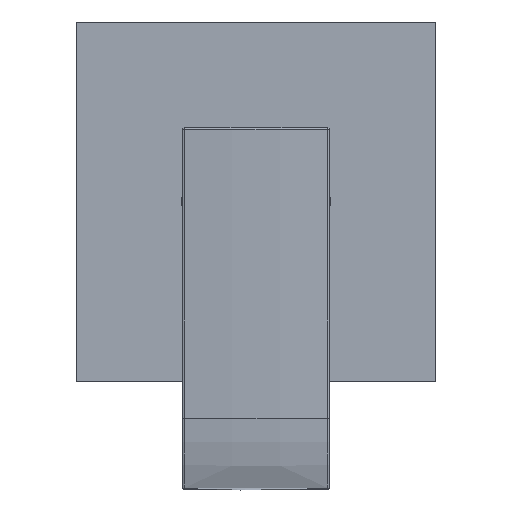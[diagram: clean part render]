
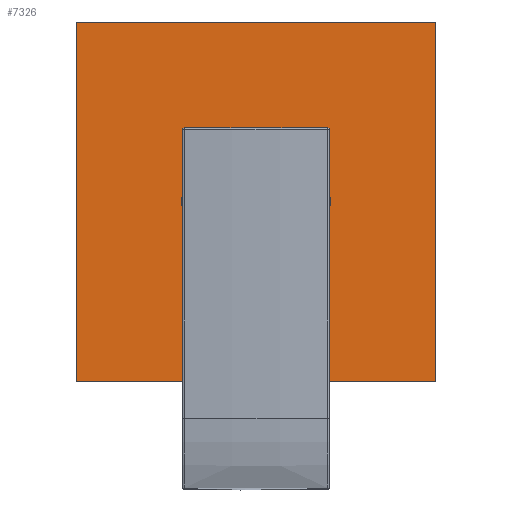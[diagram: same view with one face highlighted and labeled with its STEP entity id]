
A CAD part, top view. The second image highlights one B-rep face of the part: STEP entity #7326.
In plain terms, the highlighted planar face has unit normal (0, 0, 1).
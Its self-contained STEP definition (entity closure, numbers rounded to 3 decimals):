
#6434=DIRECTION('',(0.,1.,0.));
#6435=VECTOR('',#6434,110.);
#6436=CARTESIAN_POINT('',(55.,-55.,-2.));
#6437=LINE('',#6436,#6435);
#6438=DIRECTION('',(1.,0.,0.));
#6439=VECTOR('',#6438,110.);
#6440=CARTESIAN_POINT('',(-55.,-55.,-2.));
#6441=LINE('',#6440,#6439);
#6442=DIRECTION('',(0.,-1.,0.));
#6443=VECTOR('',#6442,110.);
#6444=CARTESIAN_POINT('',(-55.,55.,-2.));
#6445=LINE('',#6444,#6443);
#6446=DIRECTION('',(-1.,0.,0.));
#6447=VECTOR('',#6446,110.);
#6448=CARTESIAN_POINT('',(55.,55.,-2.));
#6449=LINE('',#6448,#6447);
#6450=CARTESIAN_POINT('',(0.,0.,-2.));
#6451=DIRECTION('',(0.,0.,-1.));
#6452=DIRECTION('',(-1.,0.,0.));
#6453=AXIS2_PLACEMENT_3D('',#6450,#6451,#6452);
#6455=CARTESIAN_POINT('',(0.,0.,-2.));
#6456=DIRECTION('',(0.,0.,-1.));
#6457=DIRECTION('',(1.,0.,0.));
#6458=AXIS2_PLACEMENT_3D('',#6455,#6456,#6457);
#6632=CARTESIAN_POINT('',(-22.8,0.,-2.));
#6633=CARTESIAN_POINT('',(22.8,0.,-2.));
#6634=VERTEX_POINT('',#6632);
#6635=VERTEX_POINT('',#6633);
#6636=CARTESIAN_POINT('',(55.,-55.,-2.));
#6637=CARTESIAN_POINT('',(55.,55.,-2.));
#6638=VERTEX_POINT('',#6636);
#6639=VERTEX_POINT('',#6637);
#6640=CARTESIAN_POINT('',(-55.,55.,-2.));
#6641=VERTEX_POINT('',#6640);
#6642=CARTESIAN_POINT('',(-55.,-55.,-2.));
#6643=VERTEX_POINT('',#6642);
#7309=CARTESIAN_POINT('',(0.,0.,-2.));
#7310=DIRECTION('',(0.,0.,1.));
#7311=DIRECTION('',(-1.,0.,0.));
#7312=AXIS2_PLACEMENT_3D('',#7309,#7310,#7311);
#7313=PLANE('',#7312);
#7314=ORIENTED_EDGE('',*,*,#7096,.F.);
#7315=ORIENTED_EDGE('',*,*,#7125,.F.);
#7316=ORIENTED_EDGE('',*,*,#7252,.F.);
#7317=ORIENTED_EDGE('',*,*,#7277,.F.);
#7318=EDGE_LOOP('',(#7314,#7315,#7316,#7317));
#7319=FACE_OUTER_BOUND('',#7318,.F.);
#7321=ORIENTED_EDGE('',*,*,#7320,.F.);
#7323=ORIENTED_EDGE('',*,*,#7322,.F.);
#7324=EDGE_LOOP('',(#7321,#7323));
#7325=FACE_BOUND('',#7324,.F.);
#7326=ADVANCED_FACE('',(#7319,#7325),#7313,.T.);
#6454=CIRCLE('',#6453,22.8);
#6459=CIRCLE('',#6458,22.8);
#7096=EDGE_CURVE('',#6638,#6639,#6437,.T.);
#7125=EDGE_CURVE('',#6643,#6638,#6441,.T.);
#7252=EDGE_CURVE('',#6641,#6643,#6445,.T.);
#7277=EDGE_CURVE('',#6639,#6641,#6449,.T.);
#7320=EDGE_CURVE('',#6634,#6635,#6454,.T.);
#7322=EDGE_CURVE('',#6635,#6634,#6459,.T.);
